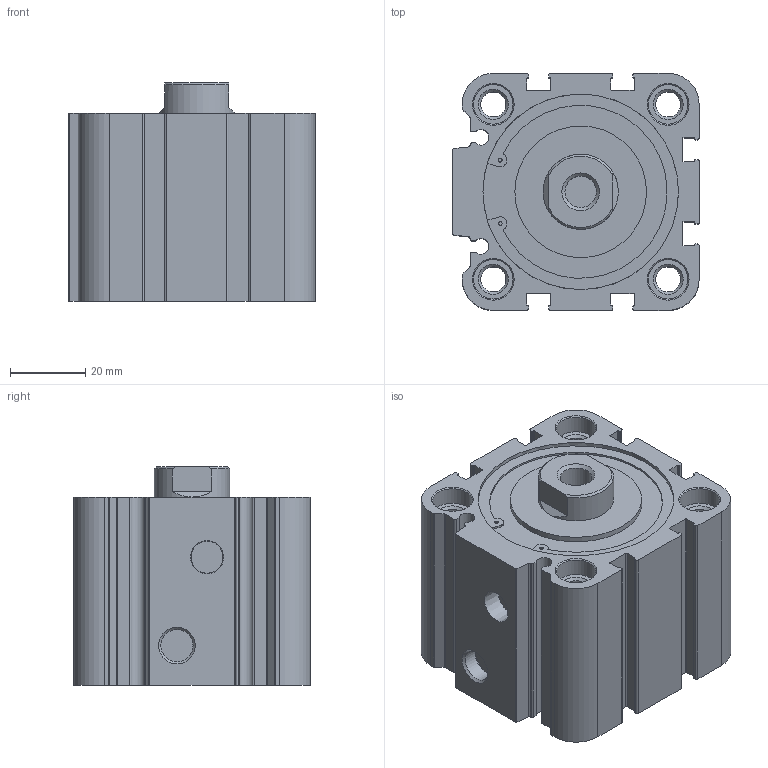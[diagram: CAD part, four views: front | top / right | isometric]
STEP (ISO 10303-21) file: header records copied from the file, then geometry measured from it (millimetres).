
FILE_DESCRIPTION( ( 'STEP AP203' ), '1' );
FILE_NAME( 'SF50X5()(00).stp', '2021-10-12T02:11:49', ( 'License CC BY-ND 4.0' ), ( 'CADENAS' ), ' ', 'PARTsolutions', ' ' );
FILE_SCHEMA( ( 'CONFIG_CONTROL_DESIGN' ) );
Length unit declared in the file: millimetre
Products named in the file (3): SF50X5()(00); _SF50X5()(_body) ; _SF50X5(rod-0)
Assembly tree (2 placements, depth 2):
  SF50X5()(00)
    _SF50X5()(_body) 
    _SF50X5(rod-0)
Bounding box: 65.5 x 63 x 58 mm (x, y, z)
Volume: 168599.6 mm3; surface area: 44315.5 mm2
Topology: 2 solids, 2 shells, 212 faces, 551 edges, 361 vertices
Faces by surface type: plane 95, cylinder 95, cone 22
Full cylindrical faces by diameter (mm): 1 x2, 6.647 x4, 8.376 x1, 8.566 x1, 10.5 x8, 20 x2, 35 x1, 50 x2, 52 x1
Entity records: 6440 total; most frequent: DIRECTION 1150, CARTESIAN_POINT 1093, ORIENTED_EDGE 1014, EDGE_CURVE 507, AXIS2_PLACEMENT_3D 432, VERTEX_POINT 359, LINE 286, VECTOR 286
